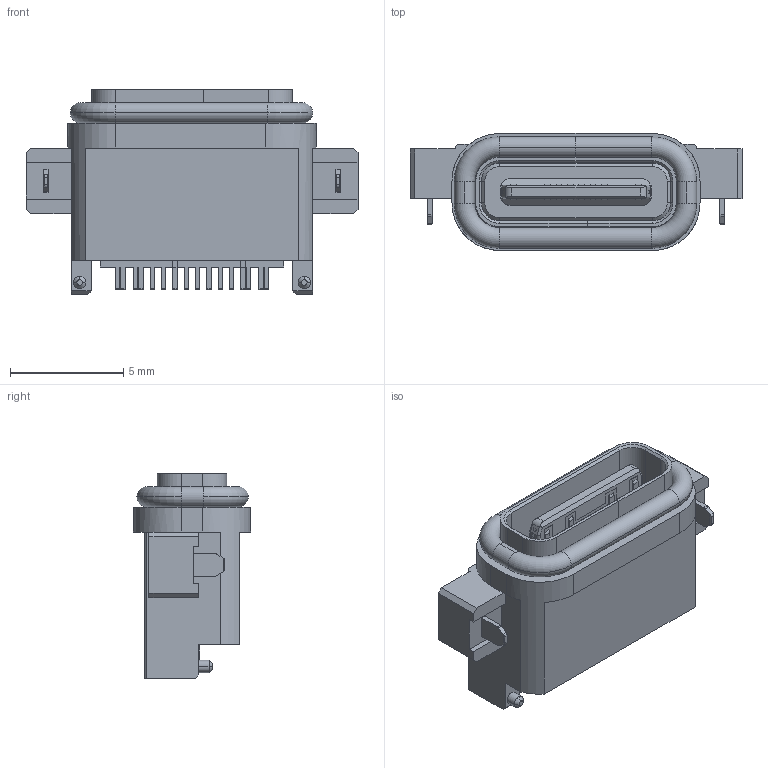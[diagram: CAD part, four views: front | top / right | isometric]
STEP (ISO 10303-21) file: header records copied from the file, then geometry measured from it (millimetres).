
FILE_DESCRIPTION (( 'STEP AP203' ), '1' );
FILE_NAME ('698B116W26A-661.STEP', '2021-04-28T14:44:14', ( '' ), ( '' ), 'SwSTEP 2.0', 'SolidWorks 2020', '' );
FILE_SCHEMA (( 'CONFIG_CONTROL_DESIGN' ));
Length unit declared in the file: millimetre
Products named in the file (3): 698B116W26A-661_ORING; 698B116W26A-661
Assembly tree (2 placements, depth 2):
  698B116W26A-661
    698B116W26A-661
    698B116W26A-661_ORING
Bounding box: 14.64 x 5.16 x 9.02 mm (x, y, z)
Volume: 292.7 mm3; surface area: 1012.3 mm2
Topology: 8 solids, 32 shells, 1180 faces, 3268 edges, 2122 vertices
Faces by surface type: plane 881, cylinder 257, cone 34, torus 8
Entity records: 39152 total; most frequent: CARTESIAN_POINT 11004, ORIENTED_EDGE 6536, DIRECTION 4641, EDGE_CURVE 3268, VERTEX_POINT 2122, VECTOR 1599, LINE 1599, AXIS2_PLACEMENT_3D 1521
